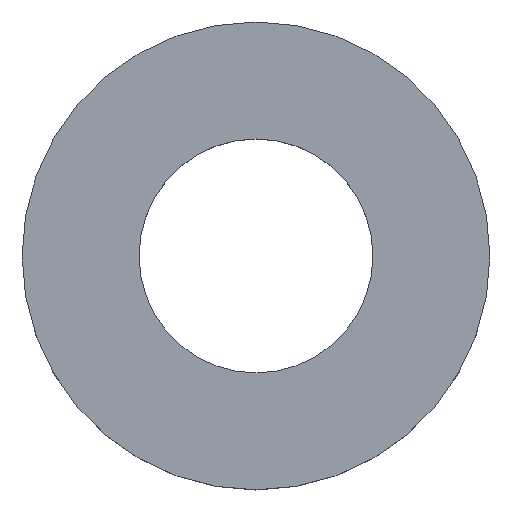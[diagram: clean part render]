
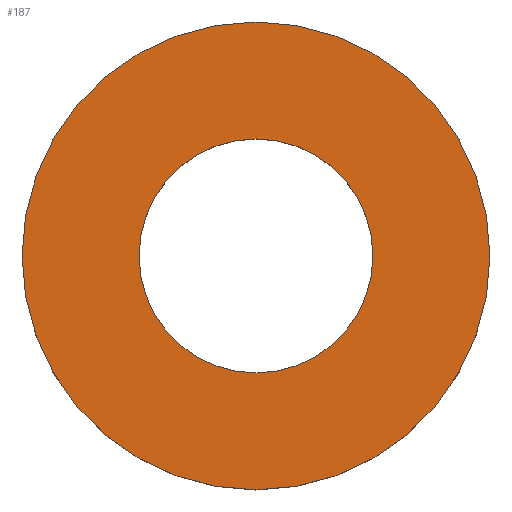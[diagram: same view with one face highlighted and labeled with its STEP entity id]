
A CAD part, top view. The second image highlights one B-rep face of the part: STEP entity #187.
In plain terms, the highlighted planar face has unit normal (0, 0, 1).
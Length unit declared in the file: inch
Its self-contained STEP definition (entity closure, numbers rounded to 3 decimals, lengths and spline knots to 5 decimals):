
#3 = FACE_OUTER_BOUND ( 'NONE', #117, .T. ) ;
#13 = DIRECTION ( 'NONE',  ( 1., 0., 0. ) ) ;
#14 = DIRECTION ( 'NONE',  ( 0., 0., 1. ) ) ;
#15 = CARTESIAN_POINT ( 'NONE',  ( 0., 0., 0.125 ) ) ;
#22 = DIRECTION ( 'NONE',  ( 1., 0., 0. ) ) ;
#23 = DIRECTION ( 'NONE',  ( 0., 0., 1. ) ) ;
#24 = CARTESIAN_POINT ( 'NONE',  ( 0., 0., 0.125 ) ) ;
#25 = DIRECTION ( 'NONE',  ( 1., 0., 0. ) ) ;
#26 = DIRECTION ( 'NONE',  ( 0., 0., 1. ) ) ;
#27 = CARTESIAN_POINT ( 'NONE',  ( 0., 0., 0.125 ) ) ;
#37 = DIRECTION ( 'NONE',  ( 1., 0., 0. ) ) ;
#38 = DIRECTION ( 'NONE',  ( 0., 0., 1. ) ) ;
#39 = CARTESIAN_POINT ( 'NONE',  ( 0., 0., 0.125 ) ) ;
#47 = DIRECTION ( 'NONE',  ( 1., 0., 0. ) ) ;
#48 = DIRECTION ( 'NONE',  ( 0., 0., 1. ) ) ;
#49 = CARTESIAN_POINT ( 'NONE',  ( 0., 0., 0.125 ) ) ;
#50 = PLANE ( 'NONE',  #136 ) ;
#65 = EDGE_LOOP ( 'NONE', ( #108, #105 ) ) ;
#79 = CARTESIAN_POINT ( 'NONE',  ( -0.375, 0., 0.125 ) ) ;
#80 = CARTESIAN_POINT ( 'NONE',  ( 0.375, 0., 0.125 ) ) ;
#82 = CARTESIAN_POINT ( 'NONE',  ( 0.1875, 0., 0.125 ) ) ;
#83 = CARTESIAN_POINT ( 'NONE',  ( -0.1875, 0., 0.125 ) ) ;
#84 = VERTEX_POINT ( 'NONE', #83 ) ;
#85 = VERTEX_POINT ( 'NONE', #82 ) ;
#87 = VERTEX_POINT ( 'NONE', #80 ) ;
#88 = VERTEX_POINT ( 'NONE', #79 ) ;
#105 = ORIENTED_EDGE ( 'NONE', *, *, #194, .F. ) ;
#106 = ORIENTED_EDGE ( 'NONE', *, *, #198, .T. ) ;
#108 = ORIENTED_EDGE ( 'NONE', *, *, #190, .F. ) ;
#109 = ORIENTED_EDGE ( 'NONE', *, *, #195, .T. ) ;
#117 = EDGE_LOOP ( 'NONE', ( #109, #106 ) ) ;
#134 = FACE_BOUND ( 'NONE', #65, .T. ) ;
#136 = AXIS2_PLACEMENT_3D ( 'NONE', #49, #48, #47 ) ;
#172 = CIRCLE ( 'NONE', #208, 0.1875 ) ;
#177 = CIRCLE ( 'NONE', #213, 0.375 ) ;
#180 = CIRCLE ( 'NONE', #204, 0.375 ) ;
#181 = CIRCLE ( 'NONE', #202, 0.1875 ) ;
#187 = ADVANCED_FACE ( 'NONE', ( #3, #134 ), #50, .T. ) ;
#190 = EDGE_CURVE ( 'NONE', #84, #85, #181, .T. ) ;
#194 = EDGE_CURVE ( 'NONE', #85, #84, #172, .T. ) ;
#195 = EDGE_CURVE ( 'NONE', #88, #87, #180, .T. ) ;
#198 = EDGE_CURVE ( 'NONE', #87, #88, #177, .T. ) ;
#202 = AXIS2_PLACEMENT_3D ( 'NONE', #39, #38, #37 ) ;
#204 = AXIS2_PLACEMENT_3D ( 'NONE', #24, #23, #22 ) ;
#208 = AXIS2_PLACEMENT_3D ( 'NONE', #27, #26, #25 ) ;
#213 = AXIS2_PLACEMENT_3D ( 'NONE', #15, #14, #13 ) ;
